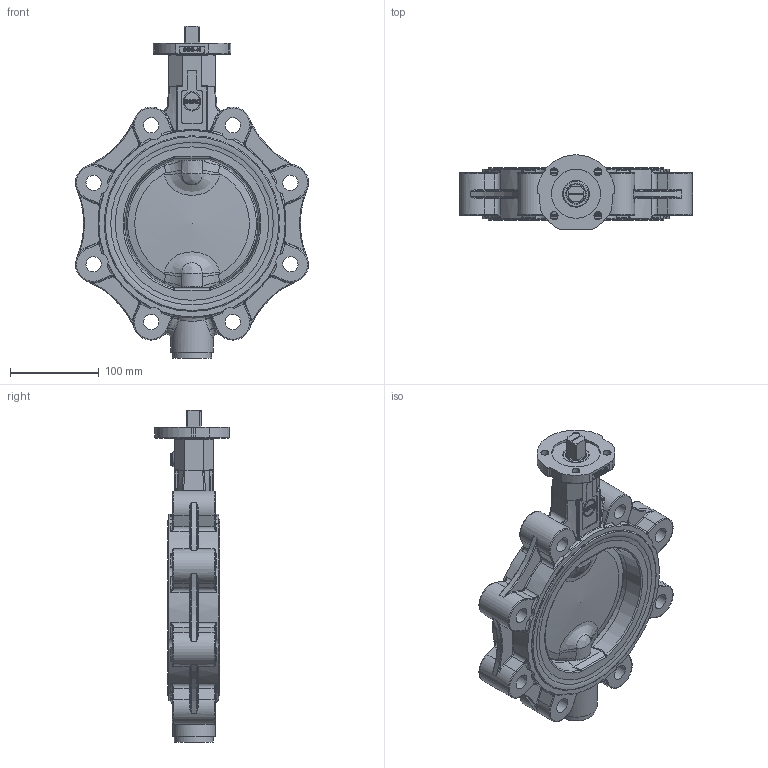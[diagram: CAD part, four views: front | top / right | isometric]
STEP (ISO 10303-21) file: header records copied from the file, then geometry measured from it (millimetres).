
FILE_DESCRIPTION((''),'2;1');
FILE_NAME('Z014-A-GG DN150.stp','2007-09-26T14:36:59',('hellwig'),(''),'Autodesk Inventor 11','Autodesk Inventor 11','');
FILE_SCHEMA(('AUTOMOTIVE_DESIGN { 1 0 10303 214 1 1 1 1 }'));
Length unit declared in the file: millimetre
Products named in the file (1): Bauteil169
Bounding box: 262.62 x 84 x 374.19 mm (x, y, z)
Volume: 1852847.1 mm3; surface area: 324018.2 mm2
Topology: 3 solids, 12 shells, 1110 faces, 2808 edges, 1698 vertices
Faces by surface type: bspline 461, plane 265, cylinder 244, torus 94, cone 42, sphere 4
Full cylindrical faces by diameter (mm): 4 x1, 6 x1, 19 x1, 20.7 x3, 22 x8, 22.18 x3, 29.95 x3, 38 x1, 44 x1, 48 x1, 163.6 x1, 190 x1, 190.8 x1, 197.8 x1, 198 x1
Entity records: 83491 total; most frequent: CARTESIAN_POINT 60284, ORIENTED_EDGE 5112, DIRECTION 4173, EDGE_CURVE 2556, AXIS2_PLACEMENT_3D 1678, VERTEX_POINT 1637, EDGE_LOOP 1316, FACE_OUTER_BOUND 1110
